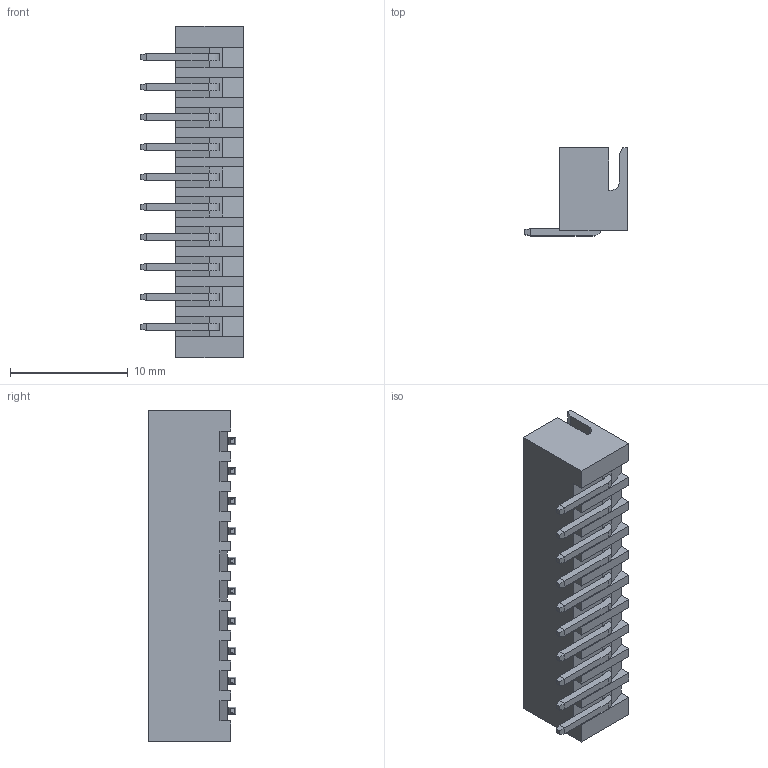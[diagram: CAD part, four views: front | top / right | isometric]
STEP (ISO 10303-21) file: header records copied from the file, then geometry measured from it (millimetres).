
FILE_DESCRIPTION(/* description */ (''),/* implementation_level */ '2;1');
FILE_NAME(/* name */ 'YELLOW JST XH 10 PIN CONNECTOR - P 2.54mm - ANGLED.stp',/* time_stamp */ '2023-07-12T16:49:37+02:00',/* author */ ('JOSE LUIS'),/* organization */ (''),/* preprocessor_version */ 'ST-DEVELOPER v18',/* originating_system */ 'Autodesk Inventor 2020',/* authorisation */ '');
FILE_SCHEMA (('AUTOMOTIVE_DESIGN { 1 0 10303 214 3 1 1 }'));
Length unit declared in the file: millimetre
Products named in the file (1): YELLOW JST XH 10 PIN CONNECTOR - P 2.54mm - ANGLED
Bounding box: 8.73 x 7.46 x 28.12 mm (x, y, z)
Volume: 451.1 mm3; surface area: 1418.4 mm2
Topology: 1 solids, 1 shells, 511 faces, 1244 edges, 762 vertices
Faces by surface type: plane 322, cylinder 137, bspline 52
Entity records: 16383 total; most frequent: CARTESIAN_POINT 4111, ORIENTED_EDGE 2488, DIRECTION 2253, EDGE_CURVE 1244, LINE 965, VECTOR 965, VERTEX_POINT 762, AXIS2_PLACEMENT_3D 644
